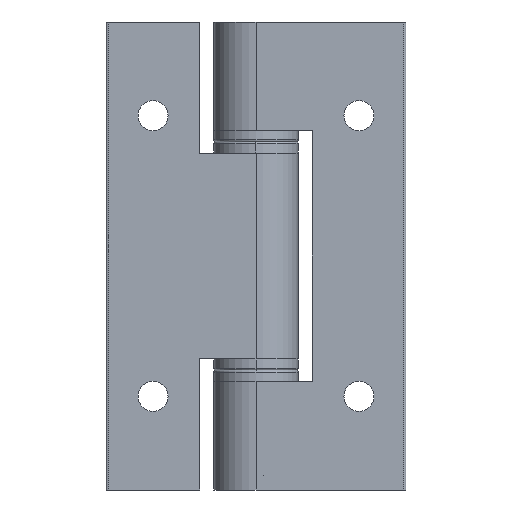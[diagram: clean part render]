
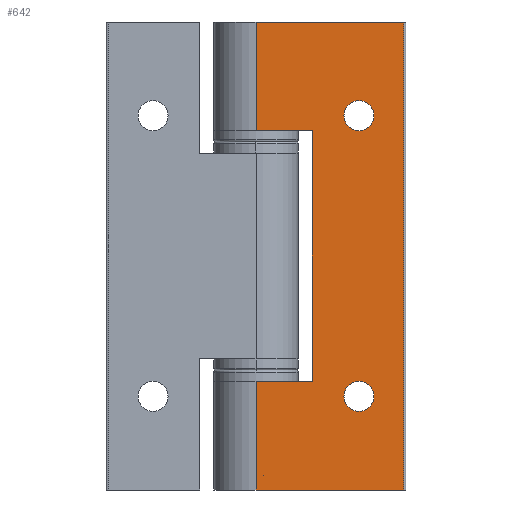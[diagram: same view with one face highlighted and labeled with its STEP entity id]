
A CAD part, front view. The second image highlights one B-rep face of the part: STEP entity #642.
In plain terms, the highlighted planar face has unit normal (0, -1, 0).
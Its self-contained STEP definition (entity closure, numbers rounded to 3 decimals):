
#38 = VECTOR ( 'NONE', #2404, 1000. ) ;
#548 = PLANE ( 'NONE',  #1124 ) ;
#549 = CARTESIAN_POINT ( 'NONE',  ( 0., -4.5, 25. ) ) ;
#550 = DIRECTION ( 'NONE',  ( 0., 1., 0. ) ) ;
#551 = DIRECTION ( 'NONE',  ( 0., 0., 1. ) ) ;
#642 = ADVANCED_FACE ( 'NONE', ( #819, #820, #821 ), #548, .F. ) ;
#672 = EDGE_CURVE ( 'NONE', #2654, #2657, #1441, .T. ) ;
#676 = EDGE_CURVE ( 'NONE', #2669, #2672, #1447, .T. ) ;
#683 = EDGE_CURVE ( 'NONE', #2655, #2670, #869, .T. ) ;
#693 = EDGE_CURVE ( 'NONE', #2681, #2664, #873, .T. ) ;
#819 = FACE_BOUND ( 'NONE', #4982, .T. ) ;
#820 = FACE_BOUND ( 'NONE', #1298, .T. ) ;
#821 = FACE_OUTER_BOUND ( 'NONE', #3080, .T. ) ;
#869 = LINE ( 'NONE', #5549, #4874 ) ;
#873 = LINE ( 'NONE', #5575, #4884 ) ;
#884 = LINE ( 'NONE', #5629, #4204 ) ;
#905 = LINE ( 'NONE', #4268, #6399 ) ;
#906 = LINE ( 'NONE', #4270, #6400 ) ;
#907 = LINE ( 'NONE', #4272, #6401 ) ;
#908 = LINE ( 'NONE', #4274, #6402 ) ;
#1124 = AXIS2_PLACEMENT_3D ( 'NONE', #549, #550, #551 ) ;
#1135 = EDGE_CURVE ( 'NONE', #2664, #6442, #884, .T. ) ;
#1167 = EDGE_CURVE ( 'NONE', #2670, #6362, #905, .T. ) ;
#1168 = EDGE_CURVE ( 'NONE', #2641, #6442, #906, .T. ) ;
#1169 = EDGE_CURVE ( 'NONE', #6362, #6177, #907, .T. ) ;
#1170 = EDGE_CURVE ( 'NONE', #6177, #2681, #908, .T. ) ;
#1171 = EDGE_CURVE ( 'NONE', #2657, #2654, #4230, .T. ) ;
#1172 = EDGE_CURVE ( 'NONE', #2672, #2669, #4215, .T. ) ;
#1298 = EDGE_LOOP ( 'NONE', ( #6136, #6132 ) ) ;
#1441 = CIRCLE ( 'NONE', #1450, 1.6 ) ;
#1447 = CIRCLE ( 'NONE', #1464, 1.6 ) ;
#1450 = AXIS2_PLACEMENT_3D ( 'NONE', #5521, #5522, #5523 ) ;
#1464 = AXIS2_PLACEMENT_3D ( 'NONE', #5532, #5533, #5534 ) ;
#2042 = LINE ( 'NONE', #2403, #38 ) ;
#2403 = CARTESIAN_POINT ( 'NONE',  ( 0., -4.5, 25. ) ) ;
#2404 = DIRECTION ( 'NONE',  ( 1., 0., 0. ) ) ;
#2641 = VERTEX_POINT ( 'NONE', #3662 ) ;
#2654 = VERTEX_POINT ( 'NONE', #3675 ) ;
#2655 = VERTEX_POINT ( 'NONE', #3676 ) ;
#2657 = VERTEX_POINT ( 'NONE', #3678 ) ;
#2664 = VERTEX_POINT ( 'NONE', #3685 ) ;
#2669 = VERTEX_POINT ( 'NONE', #3690 ) ;
#2670 = VERTEX_POINT ( 'NONE', #3691 ) ;
#2672 = VERTEX_POINT ( 'NONE', #3693 ) ;
#2681 = VERTEX_POINT ( 'NONE', #3702 ) ;
#2895 = EDGE_CURVE ( 'NONE', #2655, #2641, #2042, .T. ) ;
#3080 = EDGE_LOOP ( 'NONE', ( #6134, #6129, #6131, #6130, #6128, #6126, #6125, #6127 ) ) ;
#3662 = CARTESIAN_POINT ( 'NONE',  ( 15.8, -4.5, 25. ) ) ;
#3675 = CARTESIAN_POINT ( 'NONE',  ( 12.6, -4.5, -15. ) ) ;
#3676 = CARTESIAN_POINT ( 'NONE',  ( 0., -4.5, 25. ) ) ;
#3678 = CARTESIAN_POINT ( 'NONE',  ( 9.4, -4.5, -15. ) ) ;
#3685 = CARTESIAN_POINT ( 'NONE',  ( 0., -4.5, -25. ) ) ;
#3690 = CARTESIAN_POINT ( 'NONE',  ( 12.6, -4.5, 15. ) ) ;
#3691 = CARTESIAN_POINT ( 'NONE',  ( 0., -4.5, 13.4 ) ) ;
#3693 = CARTESIAN_POINT ( 'NONE',  ( 9.4, -4.5, 15. ) ) ;
#3702 = CARTESIAN_POINT ( 'NONE',  ( 0., -4.5, -13.4 ) ) ;
#4204 = VECTOR ( 'NONE', #5630, 1000. ) ;
#4215 = CIRCLE ( 'NONE', #6404, 1.6 ) ;
#4230 = CIRCLE ( 'NONE', #6403, 1.6 ) ;
#4268 = CARTESIAN_POINT ( 'NONE',  ( 0., -4.5, 13.4 ) ) ;
#4269 = DIRECTION ( 'NONE',  ( 1., 0., 0. ) ) ;
#4270 = CARTESIAN_POINT ( 'NONE',  ( 15.8, -4.5, 25. ) ) ;
#4271 = DIRECTION ( 'NONE',  ( 0., 0., -1. ) ) ;
#4272 = CARTESIAN_POINT ( 'NONE',  ( 6., -4.5, 25. ) ) ;
#4273 = DIRECTION ( 'NONE',  ( 0., 0., -1. ) ) ;
#4274 = CARTESIAN_POINT ( 'NONE',  ( 0., -4.5, -13.4 ) ) ;
#4275 = DIRECTION ( 'NONE',  ( -1., 0., 0. ) ) ;
#4276 = CARTESIAN_POINT ( 'NONE',  ( 11., -4.5, -15. ) ) ;
#4277 = DIRECTION ( 'NONE',  ( 0., 1., 0. ) ) ;
#4278 = DIRECTION ( 'NONE',  ( 0., 0., 1. ) ) ;
#4279 = CARTESIAN_POINT ( 'NONE',  ( 11., -4.5, 15. ) ) ;
#4280 = DIRECTION ( 'NONE',  ( 0., 1., 0. ) ) ;
#4281 = DIRECTION ( 'NONE',  ( 0., 0., 1. ) ) ;
#4874 = VECTOR ( 'NONE', #5550, 1000. ) ;
#4884 = VECTOR ( 'NONE', #5576, 1000. ) ;
#4982 = EDGE_LOOP ( 'NONE', ( #6135, #6133 ) ) ;
#5521 = CARTESIAN_POINT ( 'NONE',  ( 11., -4.5, -15. ) ) ;
#5522 = DIRECTION ( 'NONE',  ( 0., 1., 0. ) ) ;
#5523 = DIRECTION ( 'NONE',  ( 0., 0., 1. ) ) ;
#5532 = CARTESIAN_POINT ( 'NONE',  ( 11., -4.5, 15. ) ) ;
#5533 = DIRECTION ( 'NONE',  ( 0., 1., 0. ) ) ;
#5534 = DIRECTION ( 'NONE',  ( 0., 0., 1. ) ) ;
#5549 = CARTESIAN_POINT ( 'NONE',  ( 0., -4.5, 25. ) ) ;
#5550 = DIRECTION ( 'NONE',  ( 0., 0., -1. ) ) ;
#5575 = CARTESIAN_POINT ( 'NONE',  ( 0., -4.5, 25. ) ) ;
#5576 = DIRECTION ( 'NONE',  ( 0., 0., -1. ) ) ;
#5629 = CARTESIAN_POINT ( 'NONE',  ( 0., -4.5, -25. ) ) ;
#5630 = DIRECTION ( 'NONE',  ( 1., 0., 0. ) ) ;
#5831 = CARTESIAN_POINT ( 'NONE',  ( 6., -4.5, -13.4 ) ) ;
#5874 = CARTESIAN_POINT ( 'NONE',  ( 6., -4.5, 13.4 ) ) ;
#5891 = CARTESIAN_POINT ( 'NONE',  ( 15.8, -4.5, -25. ) ) ;
#6125 = ORIENTED_EDGE ( 'NONE', *, *, #683, .T. ) ;
#6126 = ORIENTED_EDGE ( 'NONE', *, *, #2895, .F. ) ;
#6127 = ORIENTED_EDGE ( 'NONE', *, *, #1167, .T. ) ;
#6128 = ORIENTED_EDGE ( 'NONE', *, *, #1168, .F. ) ;
#6129 = ORIENTED_EDGE ( 'NONE', *, *, #1170, .T. ) ;
#6130 = ORIENTED_EDGE ( 'NONE', *, *, #1135, .T. ) ;
#6131 = ORIENTED_EDGE ( 'NONE', *, *, #693, .T. ) ;
#6132 = ORIENTED_EDGE ( 'NONE', *, *, #672, .T. ) ;
#6133 = ORIENTED_EDGE ( 'NONE', *, *, #676, .T. ) ;
#6134 = ORIENTED_EDGE ( 'NONE', *, *, #1169, .T. ) ;
#6135 = ORIENTED_EDGE ( 'NONE', *, *, #1172, .T. ) ;
#6136 = ORIENTED_EDGE ( 'NONE', *, *, #1171, .T. ) ;
#6177 = VERTEX_POINT ( 'NONE', #5831 ) ;
#6362 = VERTEX_POINT ( 'NONE', #5874 ) ;
#6399 = VECTOR ( 'NONE', #4269, 1000. ) ;
#6400 = VECTOR ( 'NONE', #4271, 1000. ) ;
#6401 = VECTOR ( 'NONE', #4273, 1000. ) ;
#6402 = VECTOR ( 'NONE', #4275, 1000. ) ;
#6403 = AXIS2_PLACEMENT_3D ( 'NONE', #4276, #4277, #4278 ) ;
#6404 = AXIS2_PLACEMENT_3D ( 'NONE', #4279, #4280, #4281 ) ;
#6442 = VERTEX_POINT ( 'NONE', #5891 ) ;
